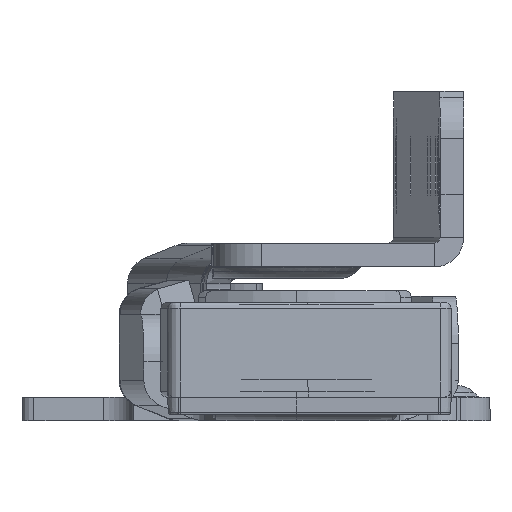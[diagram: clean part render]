
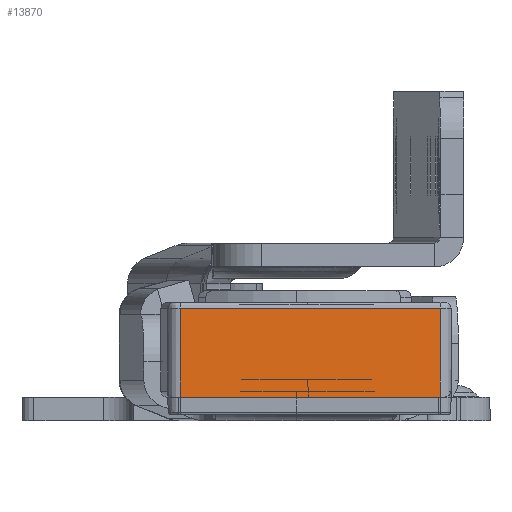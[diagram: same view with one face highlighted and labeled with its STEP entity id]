
A CAD part, left-side view. The second image highlights one B-rep face of the part: STEP entity #13870.
In plain terms, the highlighted face is planar.
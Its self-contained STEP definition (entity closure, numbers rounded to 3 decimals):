
#74 = DIRECTION ( 'NONE',  ( 0., 0., -1. ) ) ;
#361 = CARTESIAN_POINT ( 'NONE',  ( 10., 11., 8. ) ) ;
#443 = FACE_OUTER_BOUND ( 'NONE', #1443, .T. ) ;
#1443 = EDGE_LOOP ( 'NONE', ( #13453, #9290, #2663, #7984 ) ) ;
#2397 = LINE ( 'NONE', #3537, #13548 ) ;
#2663 = ORIENTED_EDGE ( 'NONE', *, *, #3824, .F. ) ;
#2883 = EDGE_CURVE ( 'NONE', #6092, #11948, #5378, .T. ) ;
#2919 = AXIS2_PLACEMENT_3D ( 'NONE', #361, #14535, #4140 ) ;
#3537 = CARTESIAN_POINT ( 'NONE',  ( 10., 11., 8. ) ) ;
#3567 = CARTESIAN_POINT ( 'NONE',  ( 10., 11., 8. ) ) ;
#3824 = EDGE_CURVE ( 'NONE', #9992, #11948, #2397, .T. ) ;
#4050 = PLANE ( 'NONE',  #2919 ) ;
#4140 = DIRECTION ( 'NONE',  ( 0., 0., -1. ) ) ;
#4473 = CARTESIAN_POINT ( 'NONE',  ( 10., 11., 0.5 ) ) ;
#5270 = VECTOR ( 'NONE', #9085, 1000. ) ;
#5378 = LINE ( 'NONE', #14849, #5270 ) ;
#6092 = VERTEX_POINT ( 'NONE', #12455 ) ;
#6295 = CARTESIAN_POINT ( 'NONE',  ( 10., -11., 8. ) ) ;
#6714 = EDGE_CURVE ( 'NONE', #8110, #6092, #9097, .T. ) ;
#7363 = LINE ( 'NONE', #3567, #11014 ) ;
#7984 = ORIENTED_EDGE ( 'NONE', *, *, #8435, .T. ) ;
#8110 = VERTEX_POINT ( 'NONE', #6295 ) ;
#8279 = DIRECTION ( 'NONE',  ( 0., -1., 0. ) ) ;
#8435 = EDGE_CURVE ( 'NONE', #9992, #8110, #7363, .T. ) ;
#9085 = DIRECTION ( 'NONE',  ( 0., 1., 0. ) ) ;
#9097 = LINE ( 'NONE', #12825, #13545 ) ;
#9290 = ORIENTED_EDGE ( 'NONE', *, *, #2883, .T. ) ;
#9992 = VERTEX_POINT ( 'NONE', #14264 ) ;
#10344 = DIRECTION ( 'NONE',  ( 0., 0., -1. ) ) ;
#11014 = VECTOR ( 'NONE', #8279, 1000. ) ;
#11948 = VERTEX_POINT ( 'NONE', #4473 ) ;
#12455 = CARTESIAN_POINT ( 'NONE',  ( 10., -11., 0.5 ) ) ;
#12825 = CARTESIAN_POINT ( 'NONE',  ( 10., -11., 8. ) ) ;
#13453 = ORIENTED_EDGE ( 'NONE', *, *, #6714, .T. ) ;
#13545 = VECTOR ( 'NONE', #10344, 1000. ) ;
#13548 = VECTOR ( 'NONE', #74, 1000. ) ;
#13870 = ADVANCED_FACE ( 'NONE', ( #443 ), #4050, .T. ) ;
#14264 = CARTESIAN_POINT ( 'NONE',  ( 10., 11., 8. ) ) ;
#14535 = DIRECTION ( 'NONE',  ( 1., 0., 0. ) ) ;
#14849 = CARTESIAN_POINT ( 'NONE',  ( 10., 11., 0.5 ) ) ;
